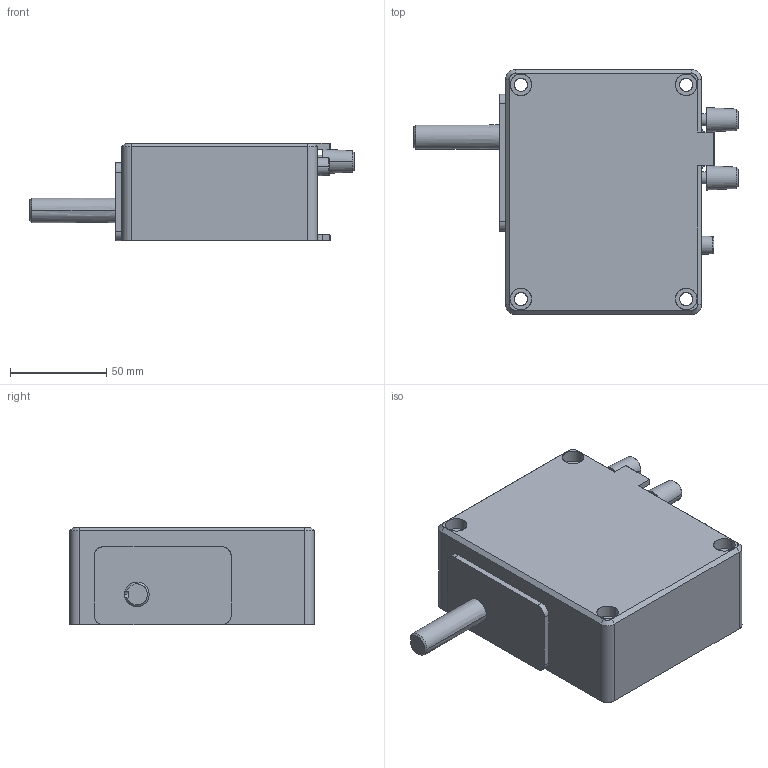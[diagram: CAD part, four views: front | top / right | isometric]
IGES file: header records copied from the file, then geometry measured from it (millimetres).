
Start section: SolidWorks IGES file using analytic representation for surfaces
Global section: file name: Candy Switch.igs; native system: SolidWorks 2010; preprocessor: SolidWorks 2010; author: Josh; date: 110815.072038; units: inch
Bounding box: 168.28 x 127 x 50.8 mm (x, y, z)
Surface area: 63438.7 mm2 (no closed solid volume)
Topology: 0 solids, 0 shells, 105 faces, 1577 edges, 1577 vertices
Faces by surface type: revolution 59, bspline 46
